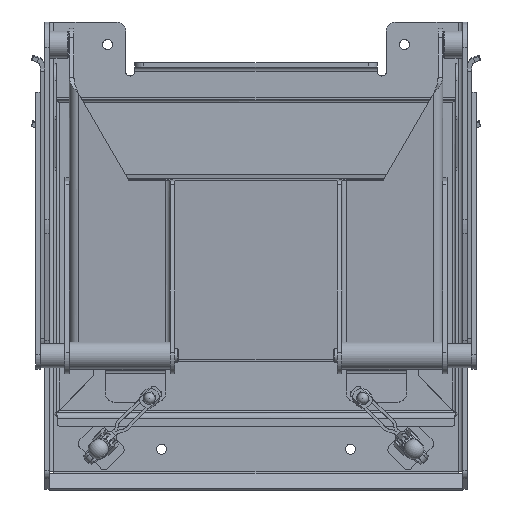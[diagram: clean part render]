
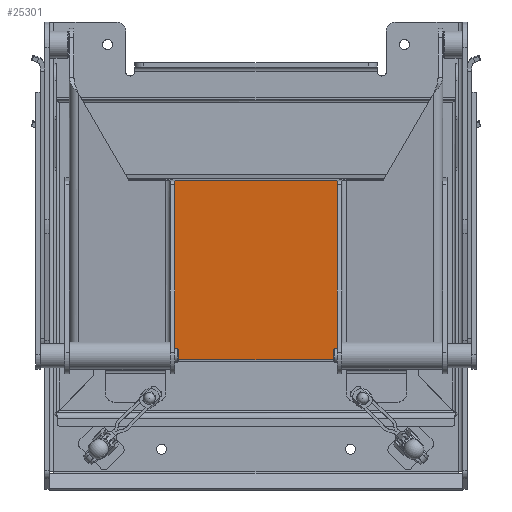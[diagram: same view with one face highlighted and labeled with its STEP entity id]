
A CAD part, top view. The second image highlights one B-rep face of the part: STEP entity #25301.
In plain terms, the highlighted planar face has unit normal (0, -0.087, 0.996).
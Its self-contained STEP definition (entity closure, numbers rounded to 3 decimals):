
#1424=FACE_OUTER_BOUND('',#2810,.T.);
#2810=EDGE_LOOP('',(#17147,#17148,#17149,#17150));
#5494=LINE('',#38893,#7683);
#5495=LINE('',#38895,#7684);
#5496=LINE('',#38897,#7685);
#5497=LINE('',#38898,#7686);
#7683=VECTOR('',#30409,10.);
#7684=VECTOR('',#30410,10.);
#7685=VECTOR('',#30411,10.);
#7686=VECTOR('',#30412,10.);
#9942=VERTEX_POINT('',#38891);
#9943=VERTEX_POINT('',#38892);
#9944=VERTEX_POINT('',#38894);
#9945=VERTEX_POINT('',#38896);
#12595=EDGE_CURVE('',#9942,#9943,#5494,.T.);
#12596=EDGE_CURVE('',#9943,#9944,#5495,.T.);
#12597=EDGE_CURVE('',#9945,#9944,#5496,.T.);
#12598=EDGE_CURVE('',#9945,#9942,#5497,.T.);
#17147=ORIENTED_EDGE('',*,*,#12595,.T.);
#17148=ORIENTED_EDGE('',*,*,#12596,.T.);
#17149=ORIENTED_EDGE('',*,*,#12597,.F.);
#17150=ORIENTED_EDGE('',*,*,#12598,.T.);
#22972=PLANE('',#26915);
#25301=ADVANCED_FACE('',(#1424),#22972,.F.);
#26915=AXIS2_PLACEMENT_3D('',#38890,#30407,#30408);
#30407=DIRECTION('center_axis',(0.,0.087,
-0.996));
#30408=DIRECTION('ref_axis',(0.,-0.996,-0.087));
#30409=DIRECTION('',(0.,0.996,0.087));
#30410=DIRECTION('',(-1.,0.,0.));
#30411=DIRECTION('',(0.,0.996,0.087));
#30412=DIRECTION('',(1.,0.,0.));
#38890=CARTESIAN_POINT('Origin',(0.,-275.944,
57.217));
#38891=CARTESIAN_POINT('',(100.5,-375.563,48.502));
#38892=CARTESIAN_POINT('',(100.5,-176.324,65.933));
#38893=CARTESIAN_POINT('',(100.5,-198.773,63.969));
#38894=CARTESIAN_POINT('',(-100.5,-176.324,65.933));
#38895=CARTESIAN_POINT('',(173.,-176.324,65.933));
#38896=CARTESIAN_POINT('',(-100.5,-375.563,48.502));
#38897=CARTESIAN_POINT('',(-100.5,-198.773,63.969));
#38898=CARTESIAN_POINT('',(-173.,-375.563,48.502));
